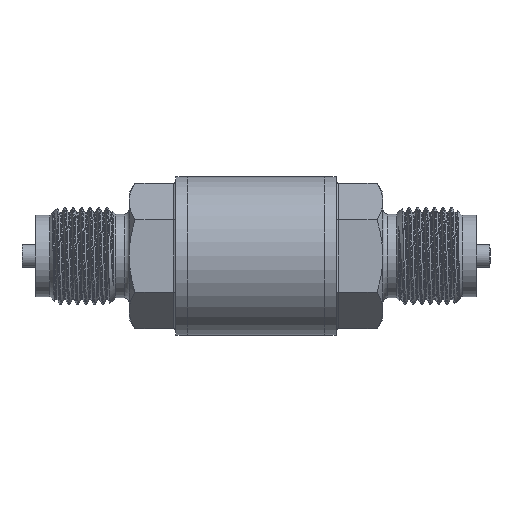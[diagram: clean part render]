
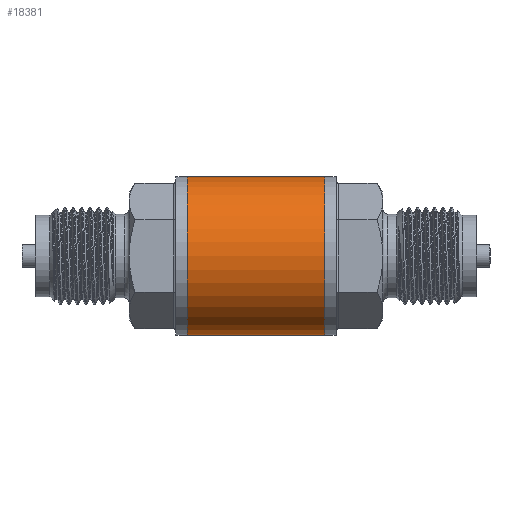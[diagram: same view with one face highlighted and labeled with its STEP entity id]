
A CAD part, front view. The second image highlights one B-rep face of the part: STEP entity #18381.
In plain terms, the highlighted cylindrical face has radius 17 mm (diameter 34 mm), a full revolution.
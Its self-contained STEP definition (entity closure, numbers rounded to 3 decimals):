
#215=FACE_BOUND('',#2476,.T.);
#1382=FACE_OUTER_BOUND('',#2475,.T.);
#2475=EDGE_LOOP('',(#13906,#13907,#13908,#13909));
#2476=EDGE_LOOP('',(#13910,#13911));
#3263=CIRCLE('',#19390,17.);
#3264=CIRCLE('',#19391,17.);
#4346=B_SPLINE_CURVE_WITH_KNOTS('',3,(#41872,#41873,#41874,#41875,#41876,
#41877,#41878,#41879,#41880,#41881,#41882,#41883,#41884,#41885,#41886,#41887,
#41888,#41889,#41890,#41891),.UNSPECIFIED.,.F.,.F.,(4,2,2,2,2,2,2,2,2,4),
(-5.022,-4.957,-4.66,-4.362,
-4.065,-3.767,-3.47,-2.9,
-2.615,-2.33),.UNSPECIFIED.);
#4347=B_SPLINE_CURVE_WITH_KNOTS('',3,(#41892,#41893,#41894,#41895,#41896,
#41897,#41898,#41899,#41900,#41901,#41902,#41903,#41904,#41905,#41906,#41907,
#41908,#41909,#41910,#41911,#41912,#41913,#41914,#41915,#41916,#41917,#41918,
#41919,#41920,#41921,#41922,#41923,#41924,#41925,#41926,#41927,#41928,#41929,
#41930,#41931,#41932,#41933,#41934),.UNSPECIFIED.,.F.,.F.,(4,2,2,2,2,2,
2,3,2,2,2,2,2,2,2,2,2,2,2,2,4),(-2.33,-2.045,-1.76,
-1.19,-0.893,-0.595,-0.298,
0.,0.298,0.595,0.893,1.19,
1.76,2.045,2.33,2.615,2.9,
3.47,3.767,4.065,4.297),
 .UNSPECIFIED.);
#5406=LINE('',#41950,#6351);
#6351=VECTOR('',#21233,17.);
#7626=VERTEX_POINT('',#41870);
#7627=VERTEX_POINT('',#41871);
#7630=VERTEX_POINT('',#41947);
#7631=VERTEX_POINT('',#41949);
#9935=EDGE_CURVE('',#7626,#7627,#4346,.T.);
#9936=EDGE_CURVE('',#7627,#7626,#4347,.T.);
#9941=EDGE_CURVE('',#7630,#7630,#3263,.T.);
#9942=EDGE_CURVE('',#7630,#7631,#5406,.T.);
#9943=EDGE_CURVE('',#7631,#7631,#3264,.T.);
#13906=ORIENTED_EDGE('',*,*,#9941,.F.);
#13907=ORIENTED_EDGE('',*,*,#9942,.T.);
#13908=ORIENTED_EDGE('',*,*,#9943,.F.);
#13909=ORIENTED_EDGE('',*,*,#9942,.F.);
#13910=ORIENTED_EDGE('',*,*,#9935,.T.);
#13911=ORIENTED_EDGE('',*,*,#9936,.T.);
#17694=CYLINDRICAL_SURFACE('',#19389,17.);
#18381=ADVANCED_FACE('',(#1382,#215),#17694,.T.);
#19389=AXIS2_PLACEMENT_3D('',#41946,#21229,#21230);
#19390=AXIS2_PLACEMENT_3D('',#41948,#21231,#21232);
#19391=AXIS2_PLACEMENT_3D('',#41951,#21234,#21235);
#21229=DIRECTION('center_axis',(1.,0.,0.));
#21230=DIRECTION('ref_axis',(0.,0.,-1.));
#21231=DIRECTION('center_axis',(1.,0.,0.));
#21232=DIRECTION('ref_axis',(0.,0.,-1.));
#21233=DIRECTION('',(-1.,0.,0.));
#21234=DIRECTION('center_axis',(-1.,0.,0.));
#21235=DIRECTION('ref_axis',(0.,0.,-1.));
#41870=CARTESIAN_POINT('',(3.5,9.909,13.813));
#41871=CARTESIAN_POINT('',(-14.25,17.,0.));
#41872=CARTESIAN_POINT('Ctrl Pts',(3.5,9.909,13.813));
#41873=CARTESIAN_POINT('Ctrl Pts',(3.3,9.838,13.864));
#41874=CARTESIAN_POINT('Ctrl Pts',(3.099,9.772,13.911));
#41875=CARTESIAN_POINT('Ctrl Pts',(1.961,9.433,14.147));
#41876=CARTESIAN_POINT('Ctrl Pts',(0.992,9.27,14.25));
#41877=CARTESIAN_POINT('Ctrl Pts',(-0.992,9.27,
14.25));
#41878=CARTESIAN_POINT('Ctrl Pts',(-1.961,9.433,14.147));
#41879=CARTESIAN_POINT('Ctrl Pts',(-3.829,9.99,13.759));
#41880=CARTESIAN_POINT('Ctrl Pts',(-4.729,10.381,13.475));
#41881=CARTESIAN_POINT('Ctrl Pts',(-6.439,11.264,12.746));
#41882=CARTESIAN_POINT('Ctrl Pts',(-7.251,11.755,12.301));
#41883=CARTESIAN_POINT('Ctrl Pts',(-8.759,12.741,11.277));
#41884=CARTESIAN_POINT('Ctrl Pts',(-9.454,13.234,10.698));
#41885=CARTESIAN_POINT('Ctrl Pts',(-11.268,14.569,8.885));
#41886=CARTESIAN_POINT('Ctrl Pts',(-12.355,15.44,7.35));
#41887=CARTESIAN_POINT('Ctrl Pts',(-13.475,16.354,4.732));
#41888=CARTESIAN_POINT('Ctrl Pts',(-13.766,16.596,3.807));
#41889=CARTESIAN_POINT('Ctrl Pts',(-14.154,16.919,1.916));
#41890=CARTESIAN_POINT('Ctrl Pts',(-14.25,17.,0.95));
#41891=CARTESIAN_POINT('Ctrl Pts',(-14.25,17.,0.));
#41892=CARTESIAN_POINT('Ctrl Pts',(-14.25,17.,0.));
#41893=CARTESIAN_POINT('Ctrl Pts',(-14.25,17.,-0.95));
#41894=CARTESIAN_POINT('Ctrl Pts',(-14.154,16.919,-1.916));
#41895=CARTESIAN_POINT('Ctrl Pts',(-13.766,16.596,-3.807));
#41896=CARTESIAN_POINT('Ctrl Pts',(-13.475,16.354,-4.732));
#41897=CARTESIAN_POINT('Ctrl Pts',(-12.355,15.44,-7.35));
#41898=CARTESIAN_POINT('Ctrl Pts',(-11.268,14.569,-8.885));
#41899=CARTESIAN_POINT('Ctrl Pts',(-9.454,13.234,-10.698));
#41900=CARTESIAN_POINT('Ctrl Pts',(-8.759,12.741,-11.277));
#41901=CARTESIAN_POINT('Ctrl Pts',(-7.251,11.755,-12.301));
#41902=CARTESIAN_POINT('Ctrl Pts',(-6.439,11.264,-12.746));
#41903=CARTESIAN_POINT('Ctrl Pts',(-4.729,10.381,-13.475));
#41904=CARTESIAN_POINT('Ctrl Pts',(-3.829,9.99,-13.759));
#41905=CARTESIAN_POINT('Ctrl Pts',(-1.961,9.433,-14.147));
#41906=CARTESIAN_POINT('Ctrl Pts',(-0.992,9.27,
-14.25));
#41907=CARTESIAN_POINT('Ctrl Pts',(0.,9.27,-14.25));
#41908=CARTESIAN_POINT('Ctrl Pts',(0.992,9.27,-14.25));
#41909=CARTESIAN_POINT('Ctrl Pts',(1.961,9.433,-14.147));
#41910=CARTESIAN_POINT('Ctrl Pts',(3.829,9.99,-13.759));
#41911=CARTESIAN_POINT('Ctrl Pts',(4.729,10.381,-13.475));
#41912=CARTESIAN_POINT('Ctrl Pts',(6.439,11.264,-12.746));
#41913=CARTESIAN_POINT('Ctrl Pts',(7.251,11.755,-12.301));
#41914=CARTESIAN_POINT('Ctrl Pts',(8.759,12.741,-11.277));
#41915=CARTESIAN_POINT('Ctrl Pts',(9.454,13.234,-10.698));
#41916=CARTESIAN_POINT('Ctrl Pts',(11.268,14.569,-8.885));
#41917=CARTESIAN_POINT('Ctrl Pts',(12.355,15.44,-7.35));
#41918=CARTESIAN_POINT('Ctrl Pts',(13.475,16.354,-4.732));
#41919=CARTESIAN_POINT('Ctrl Pts',(13.766,16.596,-3.807));
#41920=CARTESIAN_POINT('Ctrl Pts',(14.154,16.919,-1.916));
#41921=CARTESIAN_POINT('Ctrl Pts',(14.25,17.,-0.95));
#41922=CARTESIAN_POINT('Ctrl Pts',(14.25,17.,0.95));
#41923=CARTESIAN_POINT('Ctrl Pts',(14.154,16.919,1.916));
#41924=CARTESIAN_POINT('Ctrl Pts',(13.766,16.596,3.807));
#41925=CARTESIAN_POINT('Ctrl Pts',(13.475,16.354,4.732));
#41926=CARTESIAN_POINT('Ctrl Pts',(12.355,15.44,7.35));
#41927=CARTESIAN_POINT('Ctrl Pts',(11.268,14.569,8.885));
#41928=CARTESIAN_POINT('Ctrl Pts',(9.454,13.234,10.698));
#41929=CARTESIAN_POINT('Ctrl Pts',(8.759,12.741,11.277));
#41930=CARTESIAN_POINT('Ctrl Pts',(7.251,11.755,12.301));
#41931=CARTESIAN_POINT('Ctrl Pts',(6.439,11.264,12.746));
#41932=CARTESIAN_POINT('Ctrl Pts',(4.915,10.477,13.395));
#41933=CARTESIAN_POINT('Ctrl Pts',(4.219,10.163,13.631));
#41934=CARTESIAN_POINT('Ctrl Pts',(3.5,9.909,13.813));
#41946=CARTESIAN_POINT('Origin',(0.,0.,0.));
#41947=CARTESIAN_POINT('',(14.7,0.,17.));
#41948=CARTESIAN_POINT('Origin',(14.7,0.,0.));
#41949=CARTESIAN_POINT('',(-14.7,0.,17.));
#41950=CARTESIAN_POINT('',(0.,0.,17.));
#41951=CARTESIAN_POINT('Origin',(-14.7,0.,0.));
